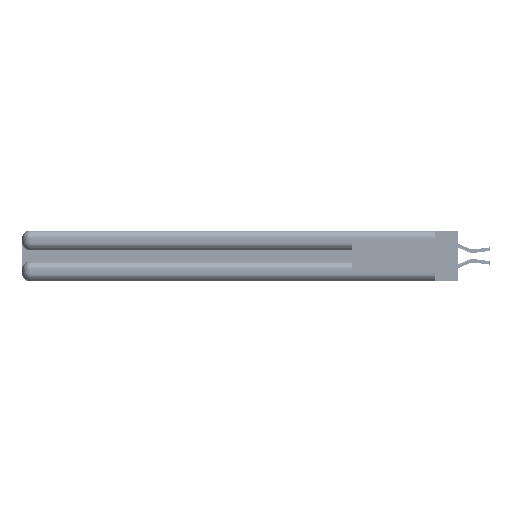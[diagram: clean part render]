
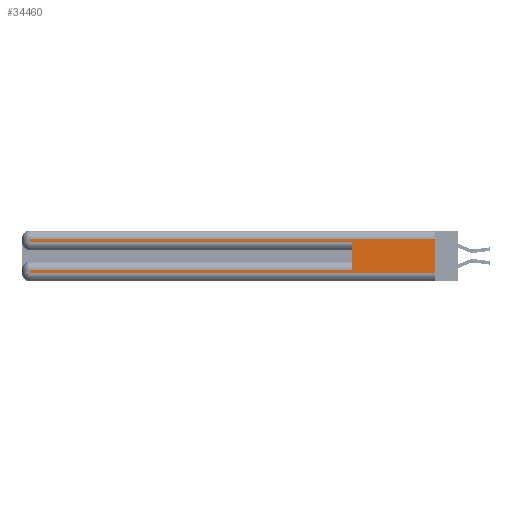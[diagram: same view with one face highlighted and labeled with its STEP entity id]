
A CAD part, left-side view. The second image highlights one B-rep face of the part: STEP entity #34460.
In plain terms, the highlighted planar face has unit normal (-1, 0, 0).
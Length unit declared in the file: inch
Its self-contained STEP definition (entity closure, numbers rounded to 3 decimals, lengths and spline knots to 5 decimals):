
#845 = VERTEX_POINT ( 'NONE', #18545 ) ;
#3435 = CARTESIAN_POINT ( 'NONE',  ( 0., 0., 0.06 ) ) ;
#4730 = CARTESIAN_POINT ( 'NONE',  ( 0., 0.6, 0.285 ) ) ;
#4932 = VERTEX_POINT ( 'NONE', #52567 ) ;
#5124 = FACE_OUTER_BOUND ( 'NONE', #53767, .T. ) ;
#5678 = DIRECTION ( 'NONE',  ( 0., 1., 0. ) ) ;
#5825 = CARTESIAN_POINT ( 'NONE',  ( 0., 0., 0.06 ) ) ;
#5876 = VECTOR ( 'NONE', #30111, 39.37008 ) ;
#5963 = ORIENTED_EDGE ( 'NONE', *, *, #33758, .T. ) ;
#6495 = VECTOR ( 'NONE', #30510, 39.37008 ) ;
#7271 = LINE ( 'NONE', #43335, #5876 ) ;
#7336 = CARTESIAN_POINT ( 'NONE',  ( 0., 2.94, 0.085 ) ) ;
#7984 = CARTESIAN_POINT ( 'NONE',  ( 0., 2.94, 0.31 ) ) ;
#8595 = LINE ( 'NONE', #24688, #31229 ) ;
#9625 = VECTOR ( 'NONE', #5678, 39.37008 ) ;
#10188 = LINE ( 'NONE', #29115, #32775 ) ;
#10871 = EDGE_CURVE ( 'NONE', #845, #43797, #27578, .T. ) ;
#11166 = DIRECTION ( 'NONE',  ( 1., 0., 0. ) ) ;
#13271 = AXIS2_PLACEMENT_3D ( 'NONE', #38071, #11166, #42545 ) ;
#16311 = LINE ( 'NONE', #44686, #26910 ) ;
#17025 = ORIENTED_EDGE ( 'NONE', *, *, #57995, .T. ) ;
#17475 = EDGE_CURVE ( 'NONE', #845, #19566, #23075, .T. ) ;
#17883 = DIRECTION ( 'NONE',  ( 0., 0., -1. ) ) ;
#18545 = CARTESIAN_POINT ( 'NONE',  ( 0., 0., 0.31 ) ) ;
#19010 = CARTESIAN_POINT ( 'NONE',  ( 0., 0., 0.37 ) ) ;
#19566 = VERTEX_POINT ( 'NONE', #7984 ) ;
#20159 = DIRECTION ( 'NONE',  ( 0., 1., 0. ) ) ;
#20679 = EDGE_CURVE ( 'NONE', #36393, #46703, #8595, .T. ) ;
#22610 = EDGE_CURVE ( 'NONE', #47593, #41270, #7271, .T. ) ;
#23075 = LINE ( 'NONE', #41638, #9625 ) ;
#24688 = CARTESIAN_POINT ( 'NONE',  ( 0., 0., 0.085 ) ) ;
#25978 = ORIENTED_EDGE ( 'NONE', *, *, #10871, .F. ) ;
#26910 = VECTOR ( 'NONE', #17883, 39.37008 ) ;
#27578 = LINE ( 'NONE', #19010, #54078 ) ;
#27946 = ORIENTED_EDGE ( 'NONE', *, *, #17475, .T. ) ;
#29113 = PLANE ( 'NONE',  #13271 ) ;
#29115 = CARTESIAN_POINT ( 'NONE',  ( 0., 2.94, 0.37 ) ) ;
#29642 = CARTESIAN_POINT ( 'NONE',  ( 0., 0.6, 0.145 ) ) ;
#29976 = ORIENTED_EDGE ( 'NONE', *, *, #22610, .T. ) ;
#30111 = DIRECTION ( 'NONE',  ( 0., -1., 0. ) ) ;
#30510 = DIRECTION ( 'NONE',  ( 0., -1., 0. ) ) ;
#31229 = VECTOR ( 'NONE', #20159, 39.37008 ) ;
#32775 = VECTOR ( 'NONE', #42548, 39.37008 ) ;
#33758 = EDGE_CURVE ( 'NONE', #4932, #43797, #43782, .T. ) ;
#34110 = DIRECTION ( 'NONE',  ( 0., 0., 1. ) ) ;
#34460 = ADVANCED_FACE ( 'NONE', ( #5124 ), #29113, .F. ) ;
#35433 = VECTOR ( 'NONE', #34110, 39.37008 ) ;
#36393 = VERTEX_POINT ( 'NONE', #38265 ) ;
#38071 = CARTESIAN_POINT ( 'NONE',  ( 0., 0., 0.37 ) ) ;
#38265 = CARTESIAN_POINT ( 'NONE',  ( 0., 0.6, 0.085 ) ) ;
#41270 = VERTEX_POINT ( 'NONE', #4730 ) ;
#41638 = CARTESIAN_POINT ( 'NONE',  ( 0., 0., 0.31 ) ) ;
#42172 = EDGE_CURVE ( 'NONE', #46703, #4932, #10188, .T. ) ;
#42545 = DIRECTION ( 'NONE',  ( 0., 0., -1. ) ) ;
#42548 = DIRECTION ( 'NONE',  ( 0., 0., -1. ) ) ;
#43004 = EDGE_CURVE ( 'NONE', #36393, #41270, #48697, .T. ) ;
#43335 = CARTESIAN_POINT ( 'NONE',  ( 0., 0., 0.285 ) ) ;
#43782 = LINE ( 'NONE', #3435, #6495 ) ;
#43797 = VERTEX_POINT ( 'NONE', #5825 ) ;
#43811 = ORIENTED_EDGE ( 'NONE', *, *, #43004, .F. ) ;
#44686 = CARTESIAN_POINT ( 'NONE',  ( 0., 2.94, 0.37 ) ) ;
#46703 = VERTEX_POINT ( 'NONE', #7336 ) ;
#47593 = VERTEX_POINT ( 'NONE', #55096 ) ;
#48697 = LINE ( 'NONE', #29642, #35433 ) ;
#50279 = DIRECTION ( 'NONE',  ( 0., 0., -1. ) ) ;
#52567 = CARTESIAN_POINT ( 'NONE',  ( 0., 2.94, 0.06 ) ) ;
#53473 = ORIENTED_EDGE ( 'NONE', *, *, #20679, .T. ) ;
#53767 = EDGE_LOOP ( 'NONE', ( #25978, #27946, #17025, #29976, #43811, #53473, #55104, #5963 ) ) ;
#54078 = VECTOR ( 'NONE', #50279, 39.37008 ) ;
#55096 = CARTESIAN_POINT ( 'NONE',  ( 0., 2.94, 0.285 ) ) ;
#55104 = ORIENTED_EDGE ( 'NONE', *, *, #42172, .T. ) ;
#57995 = EDGE_CURVE ( 'NONE', #19566, #47593, #16311, .T. ) ;
